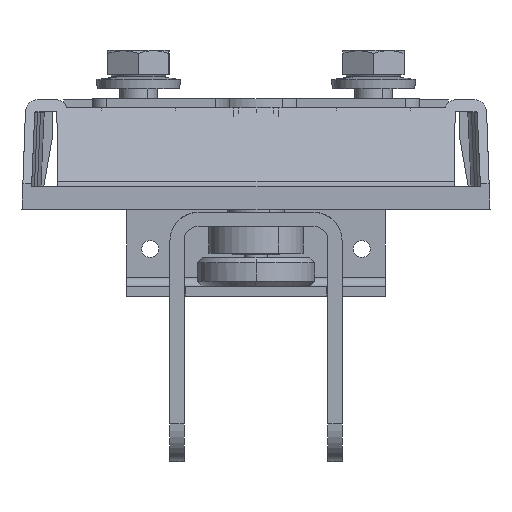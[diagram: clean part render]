
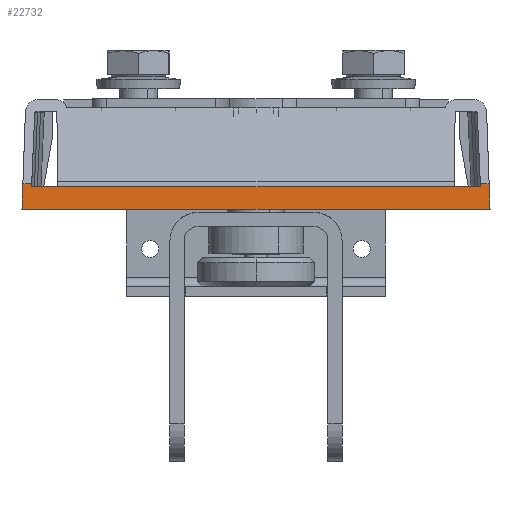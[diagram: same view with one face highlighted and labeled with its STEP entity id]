
A CAD part, left-side view. The second image highlights one B-rep face of the part: STEP entity #22732.
In plain terms, the highlighted planar face has unit normal (-0.999, 0, 0.035).
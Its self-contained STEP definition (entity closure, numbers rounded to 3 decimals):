
#22695=AXIS2_PLACEMENT_3D('Plane Axis2P3D',#22692,#22693,#22694) ;
#1977=CARTESIAN_POINT('Vertex',(-209.613,-49.563,29.847)) ;
#1980=CARTESIAN_POINT('Line Origine',(-209.707,-49.657,27.173)) ;
#1984=CARTESIAN_POINT('Vertex',(-209.8,-49.75,24.5)) ;
#2088=CARTESIAN_POINT('Vertex',(-209.635,-47.723,29.224)) ;
#2093=CARTESIAN_POINT('Line Origine',(-209.624,-47.71,29.535)) ;
#2097=CARTESIAN_POINT('Vertex',(-209.613,-47.696,29.847)) ;
#12468=CARTESIAN_POINT('Vertex',(-209.8,49.75,24.5)) ;
#12471=CARTESIAN_POINT('Line Origine',(-209.707,49.657,27.173)) ;
#12475=CARTESIAN_POINT('Vertex',(-209.613,49.563,29.847)) ;
#12660=CARTESIAN_POINT('Vertex',(-209.613,47.696,29.847)) ;
#12663=CARTESIAN_POINT('Line Origine',(-209.624,47.71,29.535)) ;
#12667=CARTESIAN_POINT('Vertex',(-209.635,47.723,29.224)) ;
#20469=CARTESIAN_POINT('Line Origine',(-209.613,48.63,29.847)) ;
#20493=CARTESIAN_POINT('Line Origine',(-209.613,-48.63,29.847)) ;
#21472=CARTESIAN_POINT('Line Origine',(-209.8,-48.84,24.5)) ;
#21476=CARTESIAN_POINT('Vertex',(-209.8,-47.93,24.5)) ;
#21479=CARTESIAN_POINT('Line Origine',(-209.8,-45.046,24.5)) ;
#21483=CARTESIAN_POINT('Vertex',(-209.8,-42.163,24.5)) ;
#21486=CARTESIAN_POINT('Line Origine',(-209.8,0.,24.5)) ;
#21490=CARTESIAN_POINT('Vertex',(-209.8,42.163,24.5)) ;
#21493=CARTESIAN_POINT('Line Origine',(-209.8,45.046,24.5)) ;
#21497=CARTESIAN_POINT('Vertex',(-209.8,47.93,24.5)) ;
#21500=CARTESIAN_POINT('Line Origine',(-209.8,48.84,24.5)) ;
#22692=CARTESIAN_POINT('Axis2P3D Location',(-209.635,-42.163,29.224)) ;
#22697=CARTESIAN_POINT('Line Origine',(-209.635,-44.943,29.224)) ;
#22701=CARTESIAN_POINT('Vertex',(-209.635,-42.163,29.224)) ;
#22704=CARTESIAN_POINT('Line Origine',(-209.635,0.,29.224)) ;
#22708=CARTESIAN_POINT('Vertex',(-209.635,42.163,29.224)) ;
#22711=CARTESIAN_POINT('Line Origine',(-209.635,44.943,29.224)) ;
#1981=DIRECTION('Vector Direction',(0.035,0.035,0.999)) ;
#2094=DIRECTION('Vector Direction',(-0.035,-0.044,-0.998)) ;
#12472=DIRECTION('Vector Direction',(0.035,-0.035,0.999)) ;
#12664=DIRECTION('Vector Direction',(-0.035,0.044,-0.998)) ;
#20470=DIRECTION('Vector Direction',(0.,1.,0.)) ;
#20494=DIRECTION('Vector Direction',(0.,1.,0.)) ;
#21473=DIRECTION('Vector Direction',(0.,-1.,0.)) ;
#21480=DIRECTION('Vector Direction',(0.,-1.,0.)) ;
#21487=DIRECTION('Vector Direction',(0.,-1.,0.)) ;
#21494=DIRECTION('Vector Direction',(0.,-1.,0.)) ;
#21501=DIRECTION('Vector Direction',(0.,-1.,0.)) ;
#22693=DIRECTION('Axis2P3D Direction',(-0.999,0.,0.035)) ;
#22694=DIRECTION('Axis2P3D XDirection',(0.,1.,0.)) ;
#22698=DIRECTION('Vector Direction',(0.,-1.,0.)) ;
#22705=DIRECTION('Vector Direction',(0.,-1.,0.)) ;
#22712=DIRECTION('Vector Direction',(0.,-1.,0.)) ;
#1982=VECTOR('Line Direction',#1981,1.) ;
#2095=VECTOR('Line Direction',#2094,1.) ;
#12473=VECTOR('Line Direction',#12472,1.) ;
#12665=VECTOR('Line Direction',#12664,1.) ;
#20471=VECTOR('Line Direction',#20470,1.) ;
#20495=VECTOR('Line Direction',#20494,1.) ;
#21474=VECTOR('Line Direction',#21473,1.) ;
#21481=VECTOR('Line Direction',#21480,1.) ;
#21488=VECTOR('Line Direction',#21487,1.) ;
#21495=VECTOR('Line Direction',#21494,1.) ;
#21502=VECTOR('Line Direction',#21501,1.) ;
#22699=VECTOR('Line Direction',#22698,1.) ;
#22706=VECTOR('Line Direction',#22705,1.) ;
#22713=VECTOR('Line Direction',#22712,1.) ;
#22717=ORIENTED_EDGE('',*,*,#22703,.F.) ;
#22718=ORIENTED_EDGE('',*,*,#22710,.T.) ;
#22719=ORIENTED_EDGE('',*,*,#22715,.T.) ;
#22720=ORIENTED_EDGE('',*,*,#12669,.F.) ;
#22721=ORIENTED_EDGE('',*,*,#20473,.F.) ;
#22722=ORIENTED_EDGE('',*,*,#12477,.F.) ;
#22723=ORIENTED_EDGE('',*,*,#21504,.F.) ;
#22724=ORIENTED_EDGE('',*,*,#21499,.F.) ;
#22725=ORIENTED_EDGE('',*,*,#21492,.F.) ;
#22726=ORIENTED_EDGE('',*,*,#21485,.T.) ;
#22727=ORIENTED_EDGE('',*,*,#21478,.T.) ;
#22728=ORIENTED_EDGE('',*,*,#1986,.T.) ;
#22729=ORIENTED_EDGE('',*,*,#20497,.T.) ;
#22730=ORIENTED_EDGE('',*,*,#2099,.T.) ;
#22732=ADVANCED_FACE('Hauptkoerper nicht benutzen',(#22731),#22696,.T.) ;
#1986=EDGE_CURVE('',#1985,#1978,#1983,.T.) ;
#2099=EDGE_CURVE('',#2098,#2089,#2096,.T.) ;
#12477=EDGE_CURVE('',#12469,#12476,#12474,.T.) ;
#12669=EDGE_CURVE('',#12661,#12668,#12666,.T.) ;
#20473=EDGE_CURVE('',#12476,#12661,#20472,.F.) ;
#20497=EDGE_CURVE('',#1978,#2098,#20496,.T.) ;
#21478=EDGE_CURVE('',#21477,#1985,#21475,.T.) ;
#21485=EDGE_CURVE('',#21484,#21477,#21482,.T.) ;
#21492=EDGE_CURVE('',#21484,#21491,#21489,.F.) ;
#21499=EDGE_CURVE('',#21491,#21498,#21496,.F.) ;
#21504=EDGE_CURVE('',#21498,#12469,#21503,.F.) ;
#22703=EDGE_CURVE('',#22702,#2089,#22700,.T.) ;
#22710=EDGE_CURVE('',#22702,#22709,#22707,.F.) ;
#22715=EDGE_CURVE('',#22709,#12668,#22714,.F.) ;
#22716=EDGE_LOOP('',(#22717,#22718,#22719,#22720,#22721,#22722,#22723,#22724,#22725,#22726,#22727,#22728,#22729,#22730)) ;
#22731=FACE_OUTER_BOUND('',#22716,.T.) ;
#1983=LINE('Line',#1980,#1982) ;
#2096=LINE('Line',#2093,#2095) ;
#12474=LINE('Line',#12471,#12473) ;
#12666=LINE('Line',#12663,#12665) ;
#20472=LINE('Line',#20469,#20471) ;
#20496=LINE('Line',#20493,#20495) ;
#21475=LINE('Line',#21472,#21474) ;
#21482=LINE('Line',#21479,#21481) ;
#21489=LINE('Line',#21486,#21488) ;
#21496=LINE('Line',#21493,#21495) ;
#21503=LINE('Line',#21500,#21502) ;
#22700=LINE('Line',#22697,#22699) ;
#22707=LINE('Line',#22704,#22706) ;
#22714=LINE('Line',#22711,#22713) ;
#22696=PLANE('Plane',#22695) ;
#1978=VERTEX_POINT('',#1977) ;
#1985=VERTEX_POINT('',#1984) ;
#2089=VERTEX_POINT('',#2088) ;
#2098=VERTEX_POINT('',#2097) ;
#12469=VERTEX_POINT('',#12468) ;
#12476=VERTEX_POINT('',#12475) ;
#12661=VERTEX_POINT('',#12660) ;
#12668=VERTEX_POINT('',#12667) ;
#21477=VERTEX_POINT('',#21476) ;
#21484=VERTEX_POINT('',#21483) ;
#21491=VERTEX_POINT('',#21490) ;
#21498=VERTEX_POINT('',#21497) ;
#22702=VERTEX_POINT('',#22701) ;
#22709=VERTEX_POINT('',#22708) ;
